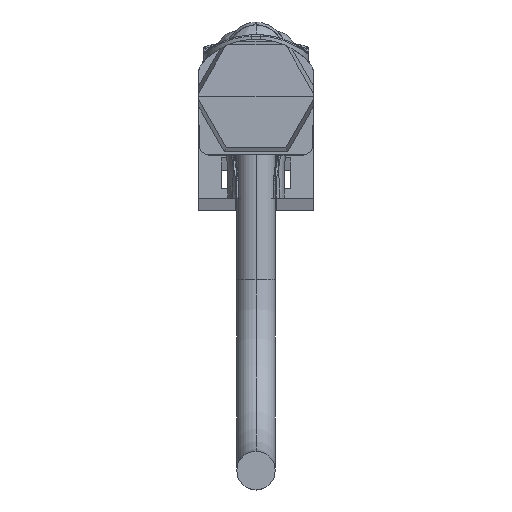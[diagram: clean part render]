
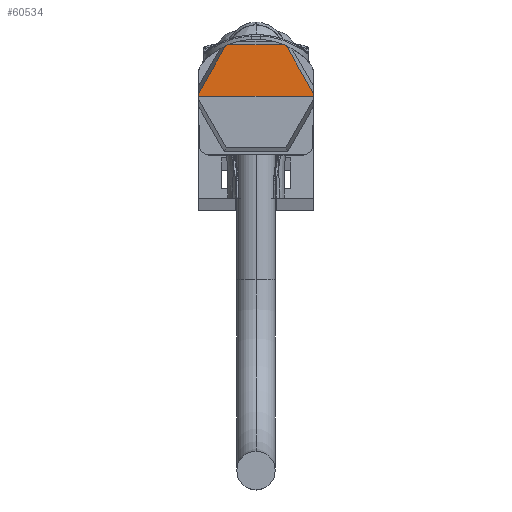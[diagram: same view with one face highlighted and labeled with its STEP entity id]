
A CAD part, top view. The second image highlights one B-rep face of the part: STEP entity #60534.
In plain terms, the highlighted planar face has unit normal (0, 0.018, 1).
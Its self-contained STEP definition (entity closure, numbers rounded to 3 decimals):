
#24148=CARTESIAN_POINT('',(3.161,7.618,382.658));
#24181=CARTESIAN_POINT('',(2.928,7.722,382.656));
#24182=CARTESIAN_POINT('',(3.006,7.689,382.657));
#24183=CARTESIAN_POINT('',(3.084,7.654,382.657));
#24184=CARTESIAN_POINT('',(3.161,7.618,382.658));
#24186=DIRECTION('',(-0.497,0.868,-0.015));
#24187=VECTOR('',#24186,5.7);
#24188=CARTESIAN_POINT('',(5.994,2.673,382.744));
#24189=LINE('',#24188,#24187);
#24190=DIRECTION('',(-0.017,1.,-0.017));
#24191=VECTOR('',#24190,0.323);
#24192=CARTESIAN_POINT('',(6.,2.35,382.75));
#24193=LINE('',#24192,#24191);
#24194=DIRECTION('',(1.,0.,0.));
#24195=VECTOR('',#24194,12.);
#24196=CARTESIAN_POINT('',(-6.,2.35,382.75));
#24197=LINE('',#24196,#24195);
#24198=DIRECTION('',(0.017,1.,-0.017));
#24199=VECTOR('',#24198,0.323);
#24200=CARTESIAN_POINT('',(-6.,2.35,382.75));
#24201=LINE('',#24200,#24199);
#24202=DIRECTION('',(-0.497,-0.868,0.015));
#24203=VECTOR('',#24202,5.7);
#24204=CARTESIAN_POINT('',(-3.161,7.618,
382.658));
#24205=LINE('',#24204,#24203);
#24206=CARTESIAN_POINT('',(-3.161,7.618,
382.658));
#24207=CARTESIAN_POINT('',(-3.084,7.654,
382.657));
#24208=CARTESIAN_POINT('',(-3.006,7.689,
382.657));
#24209=CARTESIAN_POINT('',(-2.927,7.722,
382.656));
#24211=DIRECTION('',(-1.,0.,0.));
#24212=VECTOR('',#24211,5.855);
#24213=CARTESIAN_POINT('',(2.928,7.722,382.656));
#24214=LINE('',#24213,#24212);
#25958=CARTESIAN_POINT('',(2.928,7.722,382.656));
#25964=CARTESIAN_POINT('',(-2.927,7.722,
382.656));
#25974=CARTESIAN_POINT('',(-3.161,7.618,
382.658));
#28007=CARTESIAN_POINT('',(-6.,2.35,382.75));
#28008=VERTEX_POINT('',#28007);
#28009=CARTESIAN_POINT('',(6.,2.35,382.75));
#28010=VERTEX_POINT('',#28009);
#28019=VERTEX_POINT('',#24148);
#28022=CARTESIAN_POINT('',(5.994,2.673,382.744));
#28024=VERTEX_POINT('',#28022);
#28025=VERTEX_POINT('',#25974);
#28028=CARTESIAN_POINT('',(-5.994,2.673,
382.744));
#28030=VERTEX_POINT('',#28028);
#28035=VERTEX_POINT('',#25958);
#28037=VERTEX_POINT('',#25964);
#60514=CARTESIAN_POINT('',(-6.64,2.35,382.75));
#60515=DIRECTION('',(0.,0.017,1.));
#60516=DIRECTION('',(1.,0.,0.));
#60517=AXIS2_PLACEMENT_3D('',#60514,#60515,#60516);
#60518=PLANE('',#60517);
#60519=ORIENTED_EDGE('',*,*,#60475,.T.);
#60520=ORIENTED_EDGE('',*,*,#60462,.F.);
#60521=ORIENTED_EDGE('',*,*,#60447,.F.);
#60523=ORIENTED_EDGE('',*,*,#60522,.F.);
#60525=ORIENTED_EDGE('',*,*,#60524,.T.);
#60527=ORIENTED_EDGE('',*,*,#60526,.F.);
#60529=ORIENTED_EDGE('',*,*,#60528,.T.);
#60531=ORIENTED_EDGE('',*,*,#60530,.F.);
#60532=EDGE_LOOP('',(#60519,#60520,#60521,#60523,#60525,#60527,#60529,#60531));
#60533=FACE_OUTER_BOUND('',#60532,.F.);
#60534=ADVANCED_FACE('',(#60533),#60518,.T.);
#24185=B_SPLINE_CURVE_WITH_KNOTS('',3,(#24181,#24182,#24183,#24184),
.UNSPECIFIED.,.F.,.F.,(4,4),(0.,1.),.UNSPECIFIED.);
#24210=B_SPLINE_CURVE_WITH_KNOTS('',3,(#24206,#24207,#24208,#24209),
.UNSPECIFIED.,.F.,.F.,(4,4),(0.,1.),.UNSPECIFIED.);
#60447=EDGE_CURVE('',#28010,#28024,#24193,.T.);
#60462=EDGE_CURVE('',#28024,#28019,#24189,.T.);
#60475=EDGE_CURVE('',#28035,#28019,#24185,.T.);
#60522=EDGE_CURVE('',#28008,#28010,#24197,.T.);
#60524=EDGE_CURVE('',#28008,#28030,#24201,.T.);
#60526=EDGE_CURVE('',#28025,#28030,#24205,.T.);
#60528=EDGE_CURVE('',#28025,#28037,#24210,.T.);
#60530=EDGE_CURVE('',#28035,#28037,#24214,.T.);
